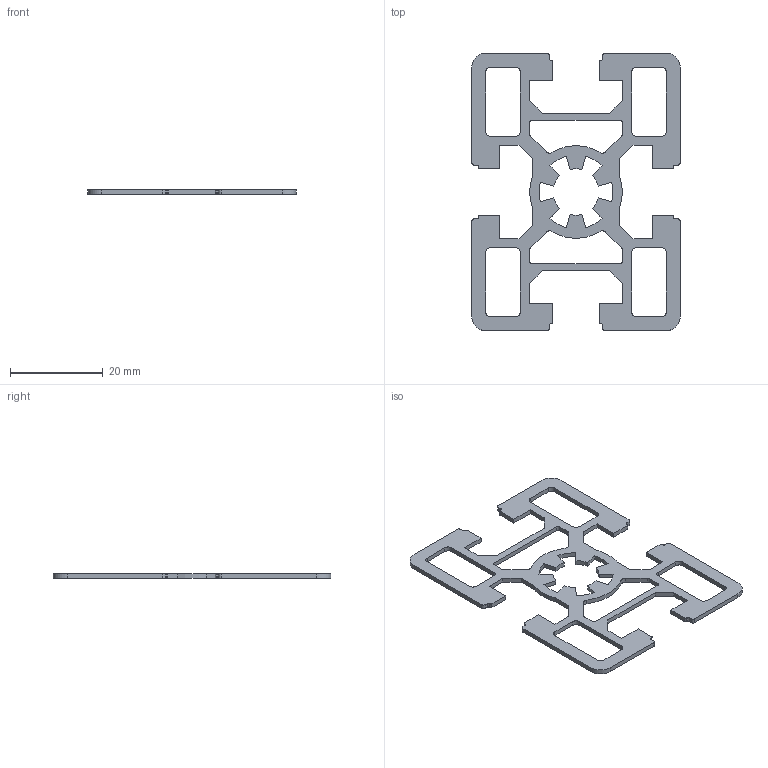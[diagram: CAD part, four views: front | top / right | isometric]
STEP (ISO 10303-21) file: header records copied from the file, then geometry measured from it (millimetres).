
FILE_DESCRIPTION(/* description */ ('BSB Aluminum Profile 45x60-Z'),/* implementation_level */ '2;1');
FILE_NAME(/* name */ '1007515.ipt.stp',/* time_stamp */ '2020-04-01T16:45:50+02:00',/* author */ (''),/* organization */ ('COOMACH'),/* preprocessor_version */ 'ST-DEVELOPER v16.5',/* originating_system */ 'Autodesk Inventor 2017',/* authorisation */ '');
FILE_SCHEMA (('AUTOMOTIVE_DESIGN { 1 0 10303 214 3 1 1 }'));
Length unit declared in the file: millimetre
Products named in the file (1): 1007515
Bounding box: 45 x 60 x 1 mm (x, y, z)
Volume: 1102.4 mm3; surface area: 2926.5 mm2
Topology: 1 solids, 1 shells, 174 faces, 516 edges, 344 vertices
Faces by surface type: plane 102, cylinder 72
Entity records: 5902 total; most frequent: CARTESIAN_POINT 1035, ORIENTED_EDGE 1032, DIRECTION 1010, EDGE_CURVE 516, LINE 372, VECTOR 372, VERTEX_POINT 344, AXIS2_PLACEMENT_3D 319
